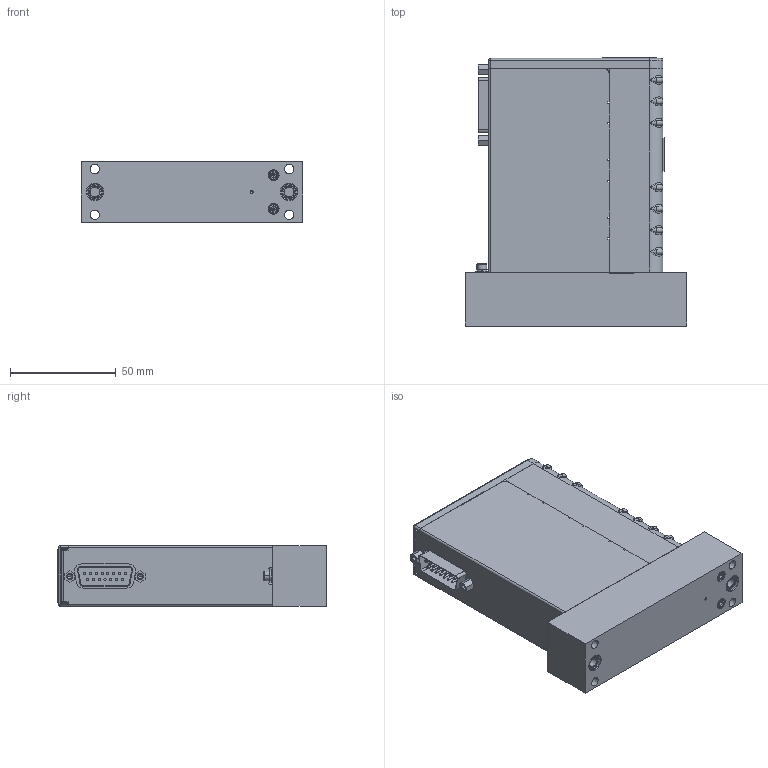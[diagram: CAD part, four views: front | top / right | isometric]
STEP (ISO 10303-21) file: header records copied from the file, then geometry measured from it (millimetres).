
FILE_DESCRIPTION((''),'2;1');
FILE_NAME('PIPC_15-PIN_ANALOG_SW0001','2006-04-28T',('CockrofM'),('MKS Instruments, Inc.'),'PRO/ENGINEER BY PARAMETRIC TECHNOLOGY CORPORATION, 2001360','PRO/ENGINEER BY PARAMETRIC TECHNOLOGY CORPORATION, 2001360','');
FILE_SCHEMA(('CONFIG_CONTROL_DESIGN'));
Length unit declared in the file: inch
Products named in the file (1): PIPC_15-PIN_ANALOG_SW0001
Bounding box: 104.9 x 126.9 x 28.59 mm (x, y, z)
Volume: 34846.6 mm3; surface area: 74043.7 mm2
Topology: 5 solids, 11 shells, 1060 faces, 2628 edges, 1616 vertices
Faces by surface type: plane 501, cylinder 349, bspline 90, cone 60, torus 38, extrusion 18, sphere 4
Entity records: 37791 total; most frequent: CARTESIAN_POINT 13501, ORIENTED_EDGE 5236, DIRECTION 4669, EDGE_CURVE 2618, VERTEX_POINT 1616, AXIS2_PLACEMENT_3D 1612, VECTOR 1445, LINE 1427
